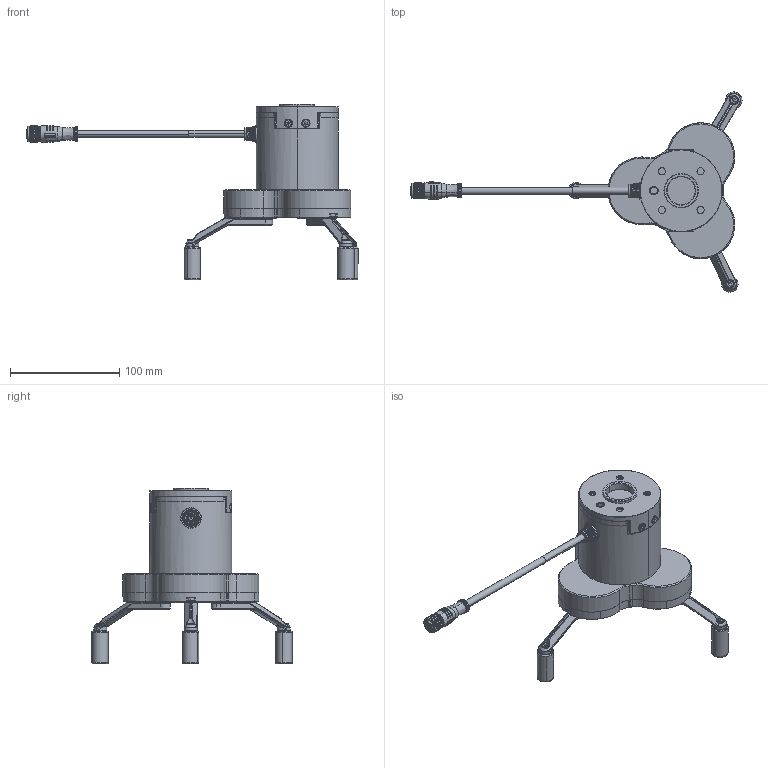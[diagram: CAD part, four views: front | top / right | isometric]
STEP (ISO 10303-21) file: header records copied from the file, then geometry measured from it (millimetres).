
FILE_DESCRIPTION (( 'STEP AP214' ), '1' );
FILE_NAME ('CGI-100-170-W-S-简易模型【20221012】.STEP', '2022-10-12T03:13:22', ( '' ), ( '' ), 'SwSTEP 2.0', 'SolidWorks 2020', '' );
FILE_SCHEMA (( 'AUTOMOTIVE_DESIGN' ));
Length unit declared in the file: millimetre
Products named in the file (3): CGI-100-170-W-S-简易模型【20221012】; CGI-100-170-W-S-褲极; M12滅阨厙帣V2
Assembly tree (2 placements, depth 2):
  CGI-100-170-W-S-简易模型【20221012】
    CGI-100-170-W-S-褲极
    M12滅阨厙帣V2
Bounding box: 303.62 x 183.07 x 160.9 mm (x, y, z)
Volume: 618664.4 mm3; surface area: 132404.8 mm2
Topology: 40 solids, 45 shells, 2115 faces, 5106 edges, 3166 vertices
Faces by surface type: plane 809, cylinder 533, cone 361, bspline 344, torus 66, sphere 2
Full cylindrical faces by diameter (mm): 11.1 x3
Entity records: 110340 total; most frequent: CARTESIAN_POINT 40309, ORIENTED_EDGE 10036, DIRECTION 8998, EDGE_CURVE 5022, AXIS2_PLACEMENT_3D 3452, VERTEX_POINT 3154, EDGE_LOOP 2328, UNCERTAINTY_MEASURE_WITH_UNIT 2156
